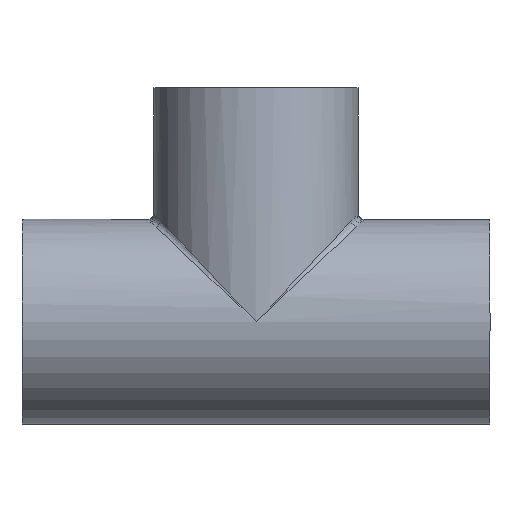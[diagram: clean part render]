
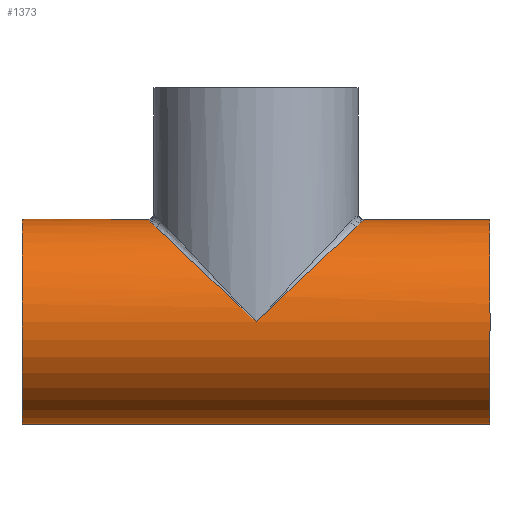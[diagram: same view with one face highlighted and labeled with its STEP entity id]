
A CAD part, front view. The second image highlights one B-rep face of the part: STEP entity #1373.
In plain terms, the highlighted cylindrical face has radius 35 mm (diameter 70 mm), a full revolution.
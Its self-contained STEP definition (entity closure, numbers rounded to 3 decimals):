
#1049=CARTESIAN_POINT('',(0.0,35.0,0.0));
#1050=VERTEX_POINT('',#1049);
#1051=CARTESIAN_POINT('',(0.0,-35.0,0.0));
#1052=VERTEX_POINT('',#1051);
#1053=CARTESIAN_POINT('',(0.0,0.0,0.0));
#1054=DIRECTION('',(0.687,0.0,0.726));
#1055=DIRECTION('',(-0.726,0.0,0.687));
#1056=AXIS2_PLACEMENT_3D('',#1053,#1054,#1055);
#1057=ELLIPSE('',#1056,50.931,35.);
#1058=EDGE_CURVE('',#1050,#1052,#1057,.T.);
#1271=CARTESIAN_POINT('',(0.0,0.0,0.0));
#1272=DIRECTION('',(-0.687,0.0,0.726));
#1273=DIRECTION('',(0.726,0.0,0.687));
#1274=AXIS2_PLACEMENT_3D('',#1271,#1272,#1273);
#1275=ELLIPSE('',#1274,50.931,35.);
#1276=EDGE_CURVE('',#1052,#1050,#1275,.T.);
#1342=CARTESIAN_POINT('',(0.0,0.0,0.0));
#1343=DIRECTION('',(-1.0,0.0,0.0));
#1344=DIRECTION('',(0.0,-1.0,0.0));
#1345=AXIS2_PLACEMENT_3D('',#1342,#1343,#1344);
#1346=CYLINDRICAL_SURFACE('',#1345,35.);
#1347=CARTESIAN_POINT('',(-80.0,-35.,0.0));
#1348=VERTEX_POINT('',#1347);
#1349=CARTESIAN_POINT('',(-80.0,0.0,0.0));
#1350=DIRECTION('',(-1.0,0.0,0.0));
#1351=DIRECTION('',(0.0,-1.0,0.0));
#1352=AXIS2_PLACEMENT_3D('',#1349,#1350,#1351);
#1353=CIRCLE('',#1352,35.);
#1354=EDGE_CURVE('',#1348,#1348,#1353,.T.);
#1355=ORIENTED_EDGE('',*,*,#1354,.F.);
#1356=EDGE_LOOP('',(#1355));
#1357=FACE_OUTER_BOUND('',#1356,.T.);
#1358=ORIENTED_EDGE('',*,*,#1058,.F.);
#1359=ORIENTED_EDGE('',*,*,#1276,.F.);
#1360=EDGE_LOOP('',(#1358,#1359));
#1361=FACE_BOUND('',#1360,.T.);
#1362=CARTESIAN_POINT('',(80.0,-35.,0.0));
#1363=VERTEX_POINT('',#1362);
#1364=CARTESIAN_POINT('',(80.,0.0,0.0));
#1365=DIRECTION('',(-1.0,0.0,0.0));
#1366=DIRECTION('',(0.0,-1.0,0.0));
#1367=AXIS2_PLACEMENT_3D('',#1364,#1365,#1366);
#1368=CIRCLE('',#1367,35.);
#1369=EDGE_CURVE('',#1363,#1363,#1368,.T.);
#1370=ORIENTED_EDGE('',*,*,#1369,.T.);
#1371=EDGE_LOOP('',(#1370));
#1372=FACE_BOUND('',#1371,.T.);
#1373=ADVANCED_FACE('',(#1357,#1361,#1372),#1346,.T.);
